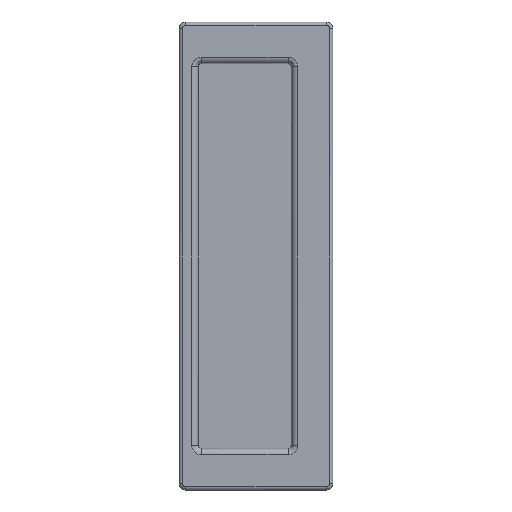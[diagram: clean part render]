
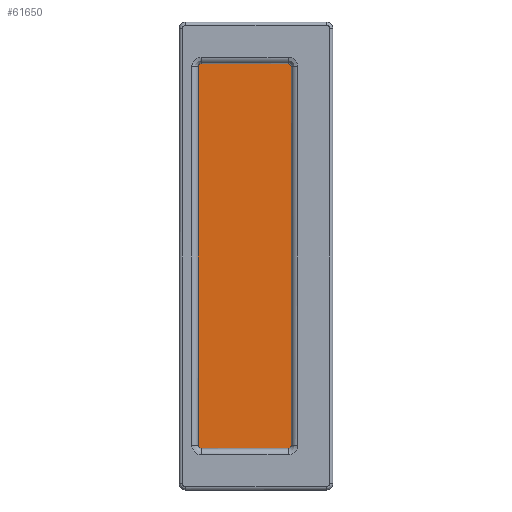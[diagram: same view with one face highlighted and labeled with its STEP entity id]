
A CAD part, front view. The second image highlights one B-rep face of the part: STEP entity #61650.
In plain terms, the highlighted planar face has unit normal (0, -1, 0).
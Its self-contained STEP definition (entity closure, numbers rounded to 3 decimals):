
#60010=CARTESIAN_POINT('',(-37.956,-2.,-15.794));
#60020=VERTEX_POINT('',#60010);
#60050=CARTESIAN_POINT('',(-35.706,-2.,-15.794));
#60060=DIRECTION('',(0.,1.,0.));
#60070=DIRECTION('',(1.,0.,0.));
#60080=AXIS2_PLACEMENT_3D('',#60050,#60060,#60070);
#60090=CIRCLE('',#60080,2.25);
#60100=CARTESIAN_POINT('',(-35.706,-2.,-13.544));
#60110=VERTEX_POINT('',#60100);
#60120=EDGE_CURVE('',#60020,#60110,#60090,.T.);
#60140=CARTESIAN_POINT('',(-33.456,-2.,-15.794));
#60150=VERTEX_POINT('',#60140);
#60160=EDGE_CURVE('',#60110,#60150,#60090,.T.);
#60340=EDGE_CURVE('',#60150,#60020,#60090,.T.);
#60520=CARTESIAN_POINT('',(-33.456,-2.,-143.794));
#60530=VERTEX_POINT('',#60520);
#60560=CARTESIAN_POINT('',(-35.706,-2.,-143.794));
#60570=DIRECTION('',(0.,-1.,0.));
#60580=DIRECTION('',(1.,0.,0.));
#60590=AXIS2_PLACEMENT_3D('',#60560,#60570,#60580);
#60600=CIRCLE('',#60590,2.25);
#60610=CARTESIAN_POINT('',(-35.706,-2.,-146.044));
#60620=VERTEX_POINT('',#60610);
#60630=EDGE_CURVE('',#60620,#60530,#60600,.T.);
#60650=CARTESIAN_POINT('',(-37.956,-2.,-143.794));
#60660=VERTEX_POINT('',#60650);
#60670=EDGE_CURVE('',#60660,#60620,#60600,.T.);
#60790=CARTESIAN_POINT('',(-4.246,-2.,-60.7));
#60800=DIRECTION('',(0.,1.,-0.));
#60810=DIRECTION('',(-1.,0.,0.));
#60820=AXIS2_PLACEMENT_3D('',#60790,#60800,#60810);
#60830=PLANE('',#60820);
#60840=ORIENTED_EDGE('',*,*,#60630,.F.);
#60850=EDGE_CURVE('',#60530,#60660,#60600,.T.);
#60860=ORIENTED_EDGE('',*,*,#60850,.F.);
#60870=ORIENTED_EDGE('',*,*,#60670,.F.);
#60880=EDGE_LOOP('',(#60870,#60860,#60840));
#60890=FACE_BOUND('',#60880,.T.);
#60900=ORIENTED_EDGE('',*,*,#60340,.T.);
#60910=ORIENTED_EDGE('',*,*,#60160,.T.);
#60920=ORIENTED_EDGE('',*,*,#60120,.T.);
#60930=EDGE_LOOP('',(#60920,#60910,#60900));
#60940=FACE_BOUND('',#60930,.T.);
#60950=CARTESIAN_POINT('',(-47.715,-2.,-142.082));
#60960=DIRECTION('',(0.,-1.,0.));
#60970=DIRECTION('',(-1.,0.,0.));
#60980=AXIS2_PLACEMENT_3D('',#60950,#60960,#60970);
#60990=CIRCLE('',#60980,7.087);
#61000=CARTESIAN_POINT('',(-54.802,-2.,-142.082));
#61010=VERTEX_POINT('',#61000);
#61020=CARTESIAN_POINT('',(-47.715,-2.,-149.169));
#61030=VERTEX_POINT('',#61020);
#61040=EDGE_CURVE('',#61010,#61030,#60990,.T.);
#61050=ORIENTED_EDGE('',*,*,#61040,.T.);
#61060=CARTESIAN_POINT('',(-54.802,-2.,-136.3));
#61070=DIRECTION('',(0.,0.,1.));
#61080=VECTOR('',#61070,1.);
#61090=LINE('',#61060,#61080);
#61100=CARTESIAN_POINT('',(-54.802,-2.,-17.505));
#61110=VERTEX_POINT('',#61100);
#61120=EDGE_CURVE('',#61010,#61110,#61090,.T.);
#61130=ORIENTED_EDGE('',*,*,#61120,.F.);
#61140=CARTESIAN_POINT('',(-47.715,-2.,-17.505));
#61150=DIRECTION('',(0.,-1.,0.));
#61160=DIRECTION('',(-1.,0.,0.));
#61170=AXIS2_PLACEMENT_3D('',#61140,#61150,#61160);
#61180=CIRCLE('',#61170,7.087);
#61190=CARTESIAN_POINT('',(-47.715,-2.,-10.419));
#61200=VERTEX_POINT('',#61190);
#61210=EDGE_CURVE('',#61200,#61110,#61180,.T.);
#61220=ORIENTED_EDGE('',*,*,#61210,.T.);
#61230=CARTESIAN_POINT('',(-4.246,-2.,-10.419));
#61240=DIRECTION('',(1.,0.,0.));
#61250=VECTOR('',#61240,1.);
#61260=LINE('',#61230,#61250);
#61270=CARTESIAN_POINT('',(-23.618,-2.,-10.419));
#61280=VERTEX_POINT('',#61270);
#61290=EDGE_CURVE('',#61200,#61280,#61260,.T.);
#61300=ORIENTED_EDGE('',*,*,#61290,.F.);
#61310=CARTESIAN_POINT('',(-23.618,-2.,-17.505));
#61320=DIRECTION('',(0.,-1.,0.));
#61330=DIRECTION('',(-1.,0.,0.));
#61340=AXIS2_PLACEMENT_3D('',#61310,#61320,#61330);
#61350=CIRCLE('',#61340,7.087);
#61360=CARTESIAN_POINT('',(-16.531,-2.,-17.505));
#61370=VERTEX_POINT('',#61360);
#61380=EDGE_CURVE('',#61370,#61280,#61350,.T.);
#61390=ORIENTED_EDGE('',*,*,#61380,.T.);
#61400=CARTESIAN_POINT('',(-16.531,-2.,-136.3));
#61410=DIRECTION('',(0.,0.,-1.));
#61420=VECTOR('',#61410,1.);
#61430=LINE('',#61400,#61420);
#61440=CARTESIAN_POINT('',(-16.531,-2.,-142.082));
#61450=VERTEX_POINT('',#61440);
#61460=EDGE_CURVE('',#61370,#61450,#61430,.T.);
#61470=ORIENTED_EDGE('',*,*,#61460,.F.);
#61480=CARTESIAN_POINT('',(-23.618,-2.,-142.082));
#61490=DIRECTION('',(0.,-1.,0.));
#61500=DIRECTION('',(-1.,0.,0.));
#61510=AXIS2_PLACEMENT_3D('',#61480,#61490,#61500);
#61520=CIRCLE('',#61510,7.087);
#61530=CARTESIAN_POINT('',(-23.618,-2.,-149.169));
#61540=VERTEX_POINT('',#61530);
#61550=EDGE_CURVE('',#61540,#61450,#61520,.T.);
#61560=ORIENTED_EDGE('',*,*,#61550,.T.);
#61570=CARTESIAN_POINT('',(-4.246,-2.,-149.169));
#61580=DIRECTION('',(-1.,0.,0.));
#61590=VECTOR('',#61580,1.);
#61600=LINE('',#61570,#61590);
#61610=EDGE_CURVE('',#61540,#61030,#61600,.T.);
#61620=ORIENTED_EDGE('',*,*,#61610,.F.);
#61630=EDGE_LOOP('',(#61620,#61560,#61470,#61390,#61300,#61220,#61130,
#61050));
#61640=FACE_OUTER_BOUND('',#61630,.T.);
#61650=ADVANCED_FACE('',(#60890,#60940,#61640),#60830,.F.);
